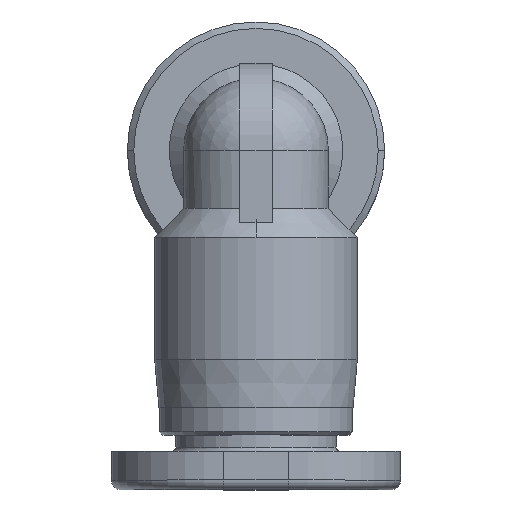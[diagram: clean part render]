
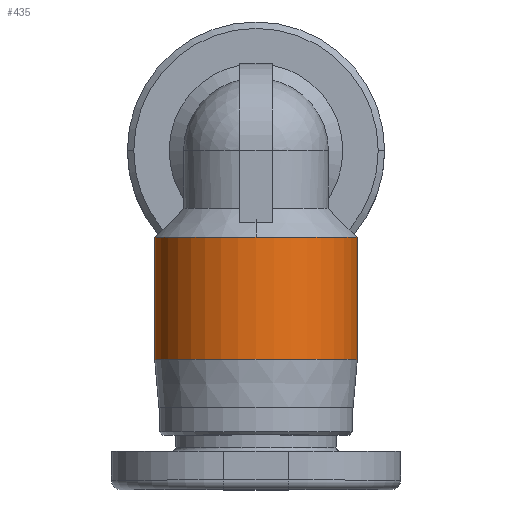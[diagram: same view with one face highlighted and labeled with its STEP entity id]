
A CAD part, top view. The second image highlights one B-rep face of the part: STEP entity #435.
In plain terms, the highlighted cylindrical face has radius 3.15 mm (diameter 6.3 mm), a partial arc.
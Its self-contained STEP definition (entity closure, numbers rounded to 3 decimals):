
#143=CARTESIAN_POINT('',(0.0,0.575,12.7));
#144=VERTEX_POINT('',#143);
#191=CARTESIAN_POINT('',(-3.15,0.575,9.55));
#192=VERTEX_POINT('',#191);
#200=CARTESIAN_POINT('',(0.0,0.575,9.55));
#201=DIRECTION('',(0.0,-1.0,0.0));
#202=DIRECTION('',(1.0,0.0,0.0));
#203=AXIS2_PLACEMENT_3D('',#200,#201,#202);
#204=CIRCLE('',#203,3.15);
#205=EDGE_CURVE('',#144,#192,#204,.T.);
#395=CARTESIAN_POINT('',(0.0,-2.075,9.55));
#396=DIRECTION('',(0.0,1.0,0.0));
#397=DIRECTION('',(1.0,0.0,0.0));
#398=AXIS2_PLACEMENT_3D('',#395,#396,#397);
#399=CYLINDRICAL_SURFACE('',#398,3.15);
#400=CARTESIAN_POINT('',(3.15,0.575,9.55));
#401=VERTEX_POINT('',#400);
#402=CARTESIAN_POINT('',(3.15,-3.225,9.55));
#403=VERTEX_POINT('',#402);
#404=CARTESIAN_POINT('',(3.15,0.575,9.55));
#405=DIRECTION('',(0.0,-1.0,0.0));
#406=VECTOR('',#405,3.8);
#407=LINE('',#404,#406);
#408=EDGE_CURVE('',#401,#403,#407,.T.);
#409=ORIENTED_EDGE('',*,*,#408,.F.);
#410=CARTESIAN_POINT('',(0.0,0.575,9.55));
#411=DIRECTION('',(0.0,-1.0,0.0));
#412=DIRECTION('',(1.0,0.0,0.0));
#413=AXIS2_PLACEMENT_3D('',#410,#411,#412);
#414=CIRCLE('',#413,3.15);
#415=EDGE_CURVE('',#401,#144,#414,.T.);
#416=ORIENTED_EDGE('',*,*,#415,.T.);
#417=ORIENTED_EDGE('',*,*,#205,.T.);
#418=CARTESIAN_POINT('',(-3.15,-3.225,9.55));
#419=VERTEX_POINT('',#418);
#420=CARTESIAN_POINT('',(-3.15,0.575,9.55));
#421=DIRECTION('',(0.0,-1.0,0.0));
#422=VECTOR('',#421,3.8);
#423=LINE('',#420,#422);
#424=EDGE_CURVE('',#192,#419,#423,.T.);
#425=ORIENTED_EDGE('',*,*,#424,.T.);
#426=CARTESIAN_POINT('',(0.0,-3.225,9.55));
#427=DIRECTION('',(0.0,-1.0,0.0));
#428=DIRECTION('',(-1.0,0.0,0.0));
#429=AXIS2_PLACEMENT_3D('',#426,#427,#428);
#430=CIRCLE('',#429,3.15);
#431=EDGE_CURVE('',#403,#419,#430,.T.);
#432=ORIENTED_EDGE('',*,*,#431,.F.);
#433=EDGE_LOOP('',(#409,#416,#417,#425,#432));
#434=FACE_OUTER_BOUND('',#433,.T.);
#435=ADVANCED_FACE('',(#434),#399,.T.);
